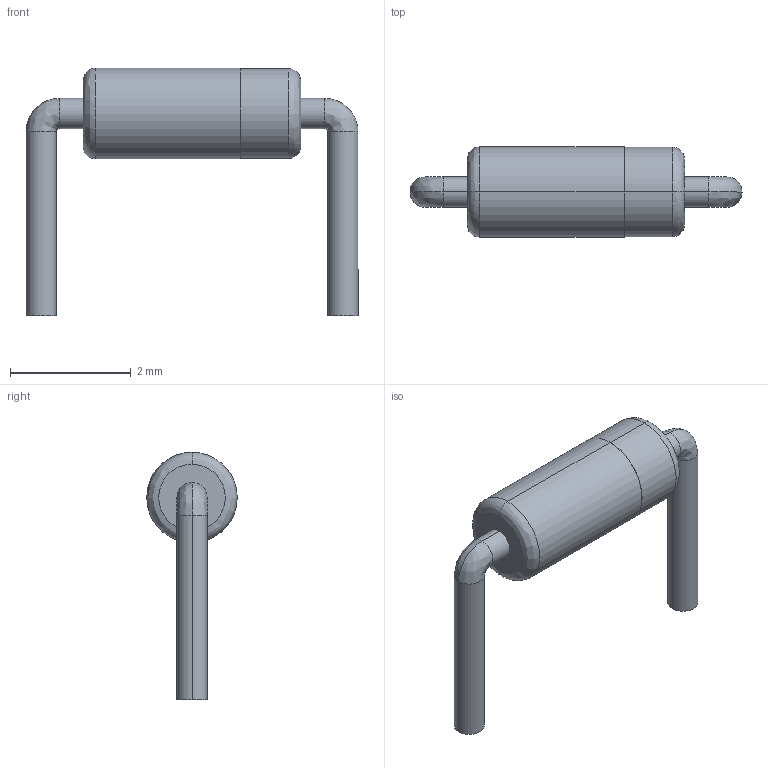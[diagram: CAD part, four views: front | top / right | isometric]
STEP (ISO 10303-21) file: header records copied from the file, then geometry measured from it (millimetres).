
FILE_DESCRIPTION (( 'STEP AP214' ), '1' );
FILE_NAME ('User Library-1N4148 x5mm.STEP', '2014-03-12T04:39:53', ( 'Windows User' ), ( '' ), 'SwSTEP 2.0', 'SolidWorks 2014', '' );
FILE_SCHEMA (( 'AUTOMOTIVE_DESIGN' ));
Length unit declared in the file: millimetre
Products named in the file (1): User Library-1N4148 x5mm
Bounding box: 5.5 x 1.5 x 4.1 mm (x, y, z)
Volume: 7.8 mm3; surface area: 31.9 mm2
Topology: 1 solids, 1 shells, 25 faces, 48 edges, 28 vertices
Faces by surface type: cylinder 12, bspline 8, plane 5
Entity records: 1035 total; most frequent: CARTESIAN_POINT 234, DIRECTION 112, ORIENTED_EDGE 96, AXIS2_PLACEMENT_3D 50, EDGE_CURVE 48, CIRCLE 32, UNCERTAINTY_MEASURE_WITH_UNIT 28, VERTEX_POINT 28
